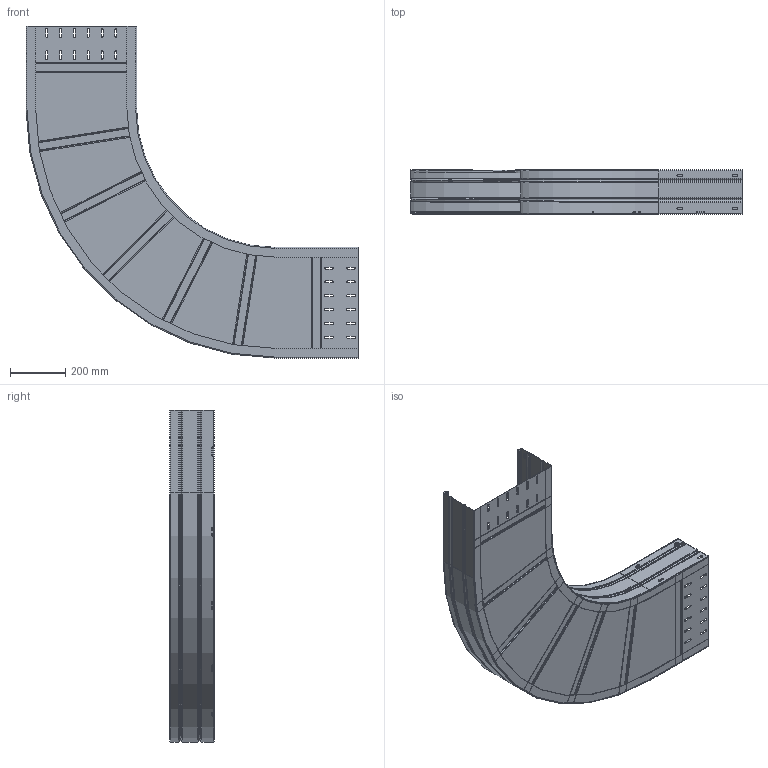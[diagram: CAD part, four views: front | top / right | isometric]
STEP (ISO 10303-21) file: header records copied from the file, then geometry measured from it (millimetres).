
FILE_DESCRIPTION((''),'2;1');
FILE_NAME('6098738_ASM','2012-12-18T',('AndreasKeweloh'),(''),'PRO/ENGINEER BY PARAMETRIC TECHNOLOGY CORPORATION, 2012230','PRO/ENGINEER BY PARAMETRIC TECHNOLOGY CORPORATION, 2012230','');
FILE_SCHEMA(('CONFIG_CONTROL_DESIGN'));
Length unit declared in the file: millimetre
Products named in the file (4): KTS_06_133-003; KTS_05_013-039_R_900; KTS_05_013-038; 6098738_ASM
Assembly tree (3 placements, depth 2):
  6098738_ASM
    KTS_06_133-003
    KTS_05_013-039_R_900
    KTS_05_013-038
Bounding box: 1200 x 160 x 1200 mm (x, y, z)
Volume: 2530278.5 mm3; surface area: 2893159.6 mm2
Topology: 3 solids, 3 shells, 644 faces, 1652 edges, 1014 vertices
Faces by surface type: cylinder 310, plane 254, bspline 40, torus 40
Entity records: 20675 total; most frequent: CARTESIAN_POINT 4513, DIRECTION 3526, ORIENTED_EDGE 3304, EDGE_CURVE 1652, AXIS2_PLACEMENT_3D 1312, VERTEX_POINT 1014, VECTOR 902, LINE 902
